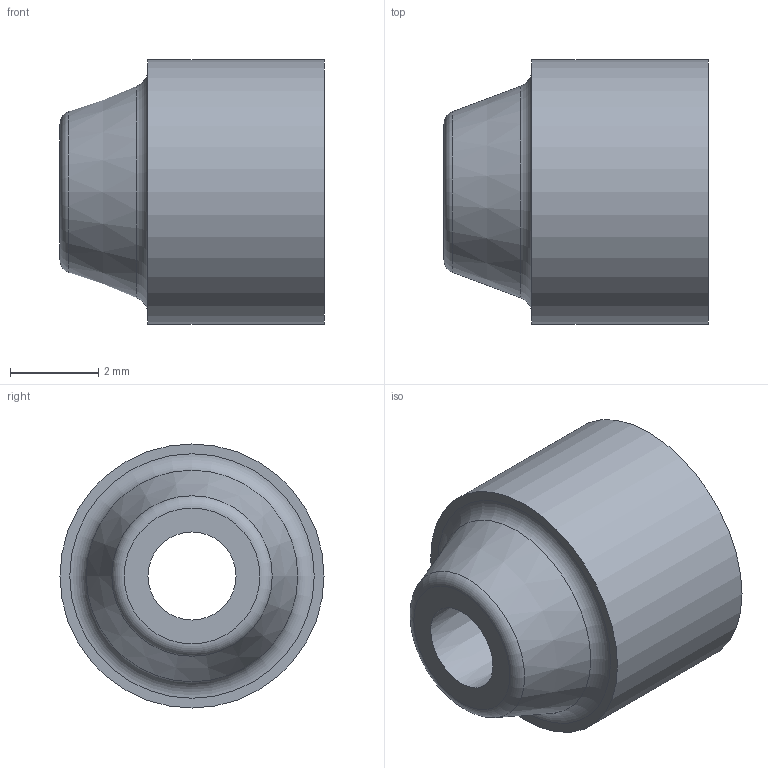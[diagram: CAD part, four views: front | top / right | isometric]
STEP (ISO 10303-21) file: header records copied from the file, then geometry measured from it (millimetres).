
FILE_DESCRIPTION(/* description */ (''),/* implementation_level */ '2;1');
FILE_NAME(/* name */ 'CBI-ST-2-6.stp',/* time_stamp */ '2018-09-25T15:22:25+01:00',/* author */ ('paul'),/* organization */ (''),/* preprocessor_version */ 'ST-DEVELOPER v17.2',/* originating_system */ 'Autodesk Inventor 2019',/* authorisation */ '');
FILE_SCHEMA (('AUTOMOTIVE_DESIGN { 1 0 10303 214 3 1 1 }'));
Length unit declared in the file: millimetre
Products named in the file (1): CBI-ST-2-6
Bounding box: 6 x 6 x 6 mm (x, y, z)
Volume: 105.8 mm3; surface area: 180.2 mm2
Topology: 1 solids, 1 shells, 9 faces, 27 edges, 21 vertices
Faces by surface type: plane 3, torus 2, cone 2, bspline 1, cylinder 1
Full cylindrical faces by diameter (mm): 6 x1
Entity records: 404 total; most frequent: CARTESIAN_POINT 84, DIRECTION 69, ORIENTED_EDGE 54, AXIS2_PLACEMENT_3D 33, EDGE_CURVE 27, CIRCLE 24, VERTEX_POINT 21, EDGE_LOOP 12
